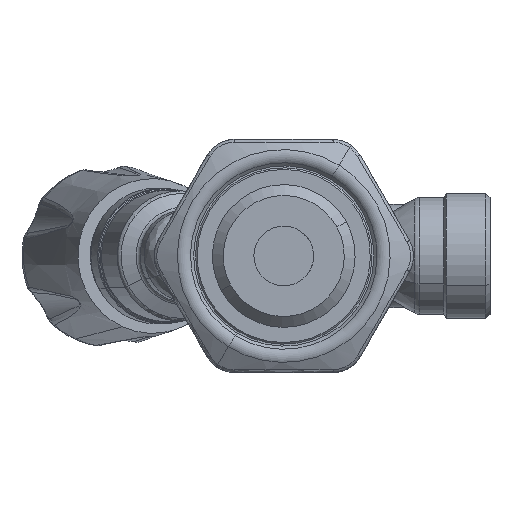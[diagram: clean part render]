
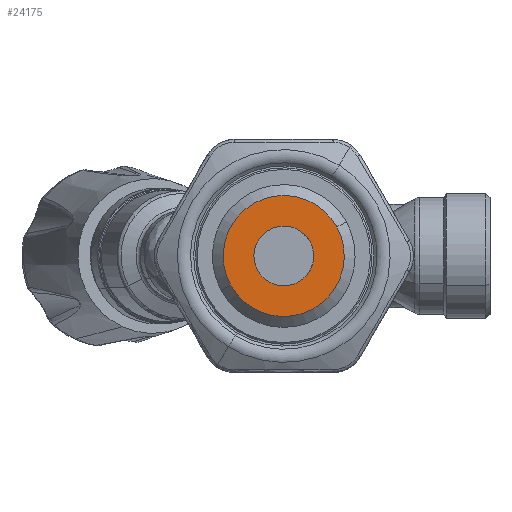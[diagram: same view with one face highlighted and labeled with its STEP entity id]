
A CAD part, left-side view. The second image highlights one B-rep face of the part: STEP entity #24175.
In plain terms, the highlighted planar face has unit normal (1, 0, 0).
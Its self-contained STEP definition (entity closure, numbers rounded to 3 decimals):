
#24127=CARTESIAN_POINT('Vertex',(-54.5,0.715,5.346)) ;
#24134=CARTESIAN_POINT('Vertex',(-54.5,20.285,-5.346)) ;
#24137=CARTESIAN_POINT('Axis2P3D Location',(-54.5,10.5,0.)) ;
#24154=CARTESIAN_POINT('Axis2P3D Location',(-54.5,10.5,0.)) ;
#24166=CARTESIAN_POINT('Axis2P3D Location',(-54.5,21.65,0.)) ;
#24138=DIRECTION('Axis2P3D Direction',(1.,0.,0.)) ;
#24155=DIRECTION('Axis2P3D Direction',(1.,0.,0.)) ;
#24167=DIRECTION('Axis2P3D Direction',(-1.,0.,0.)) ;
#24168=DIRECTION('Axis2P3D XDirection',(0.,1.,0.)) ;
#24139=AXIS2_PLACEMENT_3D('Circle Axis2P3D',#24137,#24138,$) ;
#24156=AXIS2_PLACEMENT_3D('Circle Axis2P3D',#24154,#24155,$) ;
#24169=AXIS2_PLACEMENT_3D('Plane Axis2P3D',#24166,#24167,#24168) ;
#24172=ORIENTED_EDGE('',*,*,#24141,.F.) ;
#24173=ORIENTED_EDGE('',*,*,#24158,.F.) ;
#24175=ADVANCED_FACE('Sheet.7',(#24174),#24170,.F.) ;
#24140=CIRCLE('generated circle',#24139,11.15) ;
#24157=CIRCLE('generated circle',#24156,11.15) ;
#24141=EDGE_CURVE('',#24135,#24128,#24140,.F.) ;
#24158=EDGE_CURVE('',#24128,#24135,#24157,.F.) ;
#24171=EDGE_LOOP('',(#24172,#24173)) ;
#24174=FACE_OUTER_BOUND('',#24171,.T.) ;
#24170=PLANE('',#24169) ;
#24128=VERTEX_POINT('',#24127) ;
#24135=VERTEX_POINT('',#24134) ;
